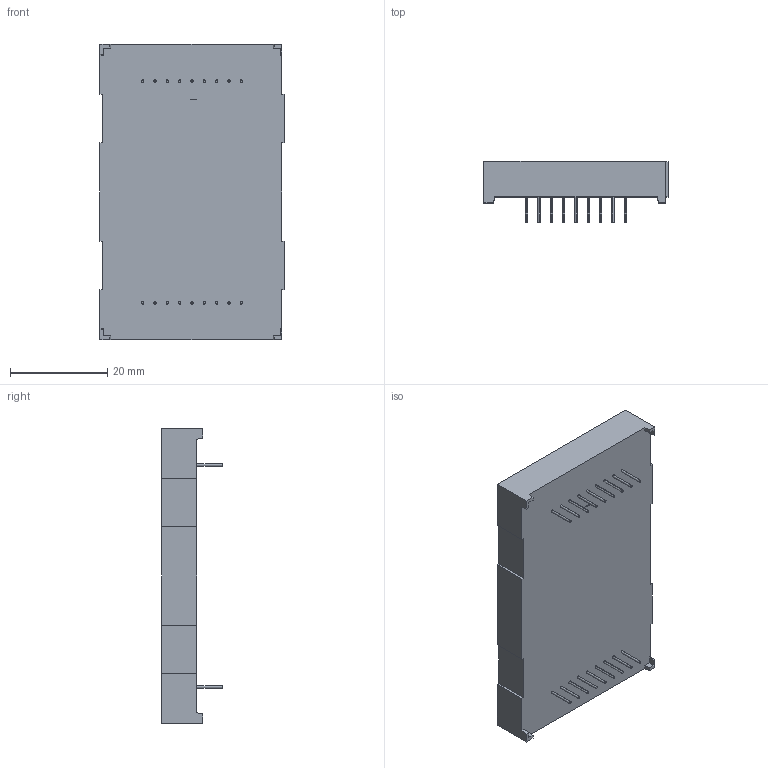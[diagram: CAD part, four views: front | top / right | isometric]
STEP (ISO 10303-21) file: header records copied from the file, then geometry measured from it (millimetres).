
FILE_DESCRIPTION (( 'STEP AP214' ), '1' );
FILE_NAME ('XMxxxx60.STEP', '2015-09-04T17:06:52', ( '' ), ( '' ), 'SwSTEP 2.0', 'SolidWorks 2012', '' );
FILE_SCHEMA (( 'AUTOMOTIVE_DESIGN' ));
Length unit declared in the file: millimetre
Products named in the file (1): XMxxxx60
Bounding box: 38 x 12.5 x 60.8 mm (x, y, z)
Volume: 16519.7 mm3; surface area: 6233 mm2
Topology: 1 solids, 1 shells, 406 faces, 990 edges, 660 vertices
Faces by surface type: plane 222, cylinder 116, bspline 68
Entity records: 17786 total; most frequent: CARTESIAN_POINT 5253, ORIENTED_EDGE 1980, DIRECTION 1764, EDGE_CURVE 990, VERTEX_POINT 660, VECTOR 622, LINE 622, AXIS2_PLACEMENT_3D 571
